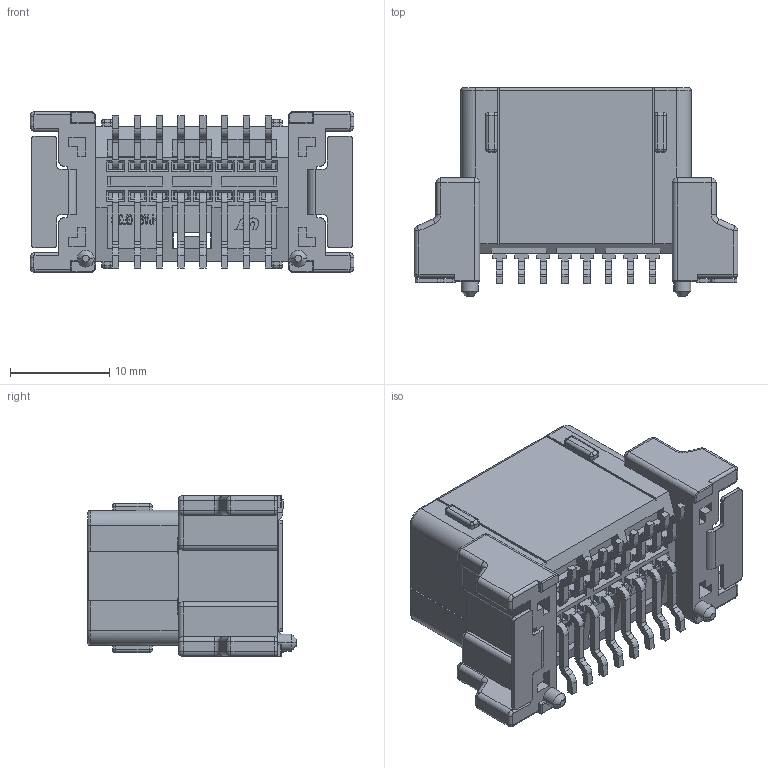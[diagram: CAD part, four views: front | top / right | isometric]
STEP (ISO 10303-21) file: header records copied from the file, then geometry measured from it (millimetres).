
FILE_DESCRIPTION((''),'2;1');
FILE_NAME('025_SMT_16M_ASSY_V_CU','2023-01-05T08:45:10',('jhryu'),(''),'CREO PARAMETRIC BY PTC INC, 2017380','CREO PARAMETRIC BY PTC INC, 2017380','');
FILE_SCHEMA(('CONFIG_CONTROL_DESIGN'));
Length unit declared in the file: millimetre
Products named in the file (1): 025_SMT_16M_ASSY_V_CU
Bounding box: 32.6 x 21 x 16.2 mm (x, y, z)
Volume: 2979.2 mm3; surface area: 4741.3 mm2
Topology: 1 solids, 1 shells, 2070 faces, 5226 edges, 3228 vertices
Faces by surface type: plane 1640, cylinder 351, sphere 40, torus 16, cone 15, bspline 8
Entity records: 60653 total; most frequent: CARTESIAN_POINT 10870, ORIENTED_EDGE 10444, DIRECTION 9971, EDGE_CURVE 5222, VECTOR 4481, LINE 4481, VERTEX_POINT 3228, AXIS2_PLACEMENT_3D 2745
